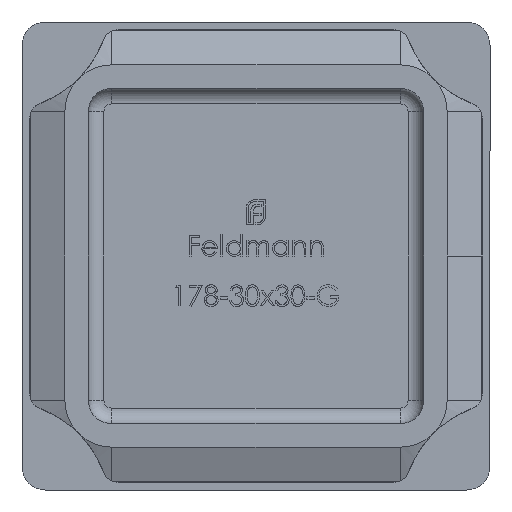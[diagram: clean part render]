
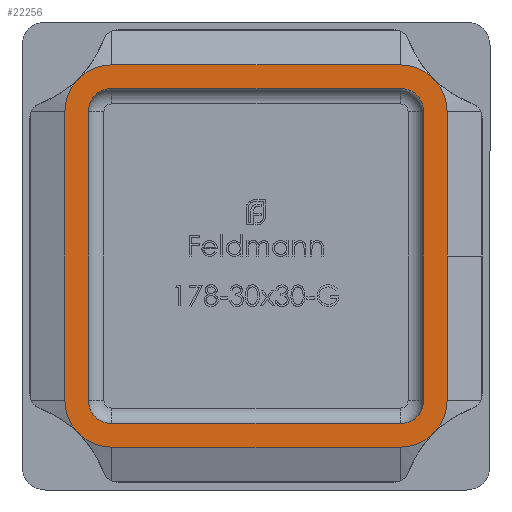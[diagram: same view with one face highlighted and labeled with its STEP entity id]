
A CAD part, front view. The second image highlights one B-rep face of the part: STEP entity #22256.
In plain terms, the highlighted planar face has unit normal (0, -1, 0).
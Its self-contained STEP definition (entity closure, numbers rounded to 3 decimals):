
#109 = DIRECTION ( 'NONE',  ( 0., -1., 0. ) ) ;
#319 = VECTOR ( 'NONE', #3069, 1000. ) ;
#409 = CARTESIAN_POINT ( 'NONE',  ( -9.25, -13., -12.25 ) ) ;
#412 = EDGE_CURVE ( 'NONE', #19171, #21536, #13685, .T. ) ;
#609 = VECTOR ( 'NONE', #6306, 1000. ) ;
#741 = CARTESIAN_POINT ( 'NONE',  ( 10.75, -13., -9.25 ) ) ;
#1277 = DIRECTION ( 'NONE',  ( -1., 0., 0. ) ) ;
#1539 = EDGE_CURVE ( 'NONE', #21536, #10047, #1831, .T. ) ;
#1600 = AXIS2_PLACEMENT_3D ( 'NONE', #17712, #2311, #5768 ) ;
#1630 = AXIS2_PLACEMENT_3D ( 'NONE', #12298, #12221, #19454 ) ;
#1831 = CIRCLE ( 'NONE', #5161, 1.5 ) ;
#1876 = CARTESIAN_POINT ( 'NONE',  ( 9.25, -13., -9.25 ) ) ;
#2199 = ORIENTED_EDGE ( 'NONE', *, *, #16910, .F. ) ;
#2311 = DIRECTION ( 'NONE',  ( 0., -1., 0. ) ) ;
#2375 = CARTESIAN_POINT ( 'NONE',  ( -10.75, -13., -9.25 ) ) ;
#2607 = DIRECTION ( 'NONE',  ( 0., 0., -1. ) ) ;
#2638 = CIRCLE ( 'NONE', #9782, 1.5 ) ;
#2691 = EDGE_CURVE ( 'NONE', #10047, #4292, #18375, .T. ) ;
#2705 = CARTESIAN_POINT ( 'NONE',  ( 9.25, -13., 9.25 ) ) ;
#2786 = ORIENTED_EDGE ( 'NONE', *, *, #6678, .T. ) ;
#2861 = CARTESIAN_POINT ( 'NONE',  ( -12.25, -13., -9.25 ) ) ;
#2953 = VERTEX_POINT ( 'NONE', #741 ) ;
#2954 = CIRCLE ( 'NONE', #22224, 3. ) ;
#3069 = DIRECTION ( 'NONE',  ( -1., 0., 0. ) ) ;
#3248 = CIRCLE ( 'NONE', #21515, 3. ) ;
#3259 = EDGE_LOOP ( 'NONE', ( #19216, #2199, #11619, #14401, #6688, #9051, #3660, #11992 ) ) ;
#3660 = ORIENTED_EDGE ( 'NONE', *, *, #2691, .F. ) ;
#4095 = ORIENTED_EDGE ( 'NONE', *, *, #16802, .T. ) ;
#4217 = CARTESIAN_POINT ( 'NONE',  ( 9.25, -13., -12.25 ) ) ;
#4292 = VERTEX_POINT ( 'NONE', #21817 ) ;
#4334 = VERTEX_POINT ( 'NONE', #18052 ) ;
#4694 = EDGE_CURVE ( 'NONE', #2953, #4334, #17784, .T. ) ;
#4781 = CARTESIAN_POINT ( 'NONE',  ( 12.25, -13., -9.25 ) ) ;
#5075 = ORIENTED_EDGE ( 'NONE', *, *, #9062, .T. ) ;
#5161 = AXIS2_PLACEMENT_3D ( 'NONE', #17167, #18895, #13763 ) ;
#5571 = CIRCLE ( 'NONE', #12360, 1.5 ) ;
#5609 = CIRCLE ( 'NONE', #1630, 3. ) ;
#5615 = EDGE_LOOP ( 'NONE', ( #5075, #20909, #8339, #14737, #4095, #15915, #2786, #14059 ) ) ;
#5689 = AXIS2_PLACEMENT_3D ( 'NONE', #1876, #17292, #17359 ) ;
#5768 = DIRECTION ( 'NONE',  ( 0., 0., 1. ) ) ;
#5773 = CARTESIAN_POINT ( 'NONE',  ( -12.25, -13., 9.25 ) ) ;
#5940 = EDGE_CURVE ( 'NONE', #4334, #18691, #15619, .T. ) ;
#6306 = DIRECTION ( 'NONE',  ( 1., 0., 0. ) ) ;
#6633 = AXIS2_PLACEMENT_3D ( 'NONE', #9901, #11550, #13275 ) ;
#6678 = EDGE_CURVE ( 'NONE', #19669, #20096, #3248, .T. ) ;
#6688 = ORIENTED_EDGE ( 'NONE', *, *, #4694, .F. ) ;
#6695 = VERTEX_POINT ( 'NONE', #4781 ) ;
#7277 = EDGE_CURVE ( 'NONE', #6695, #14885, #12366, .T. ) ;
#7563 = EDGE_CURVE ( 'NONE', #14885, #13785, #2954, .T. ) ;
#7862 = FACE_OUTER_BOUND ( 'NONE', #5615, .T. ) ;
#7967 = CARTESIAN_POINT ( 'NONE',  ( -9.25, -13., -10.75 ) ) ;
#8094 = CARTESIAN_POINT ( 'NONE',  ( -9.25, -13., -12.25 ) ) ;
#8339 = ORIENTED_EDGE ( 'NONE', *, *, #7563, .T. ) ;
#8878 = PLANE ( 'NONE',  #5689 ) ;
#8988 = LINE ( 'NONE', #11566, #16232 ) ;
#9044 = VECTOR ( 'NONE', #10925, 1000. ) ;
#9051 = ORIENTED_EDGE ( 'NONE', *, *, #15551, .F. ) ;
#9062 = EDGE_CURVE ( 'NONE', #13663, #6695, #5609, .T. ) ;
#9166 = VERTEX_POINT ( 'NONE', #5773 ) ;
#9201 = LINE ( 'NONE', #18693, #319 ) ;
#9293 = DIRECTION ( 'NONE',  ( 0., -1., 0. ) ) ;
#9548 = DIRECTION ( 'NONE',  ( 0., 0., 1. ) ) ;
#9782 = AXIS2_PLACEMENT_3D ( 'NONE', #14382, #9293, #2607 ) ;
#9901 = CARTESIAN_POINT ( 'NONE',  ( -9.25, -13., 9.25 ) ) ;
#9924 = VECTOR ( 'NONE', #22269, 1000. ) ;
#10047 = VERTEX_POINT ( 'NONE', #10314 ) ;
#10314 = CARTESIAN_POINT ( 'NONE',  ( -9.25, -13., -10.75 ) ) ;
#10427 = CARTESIAN_POINT ( 'NONE',  ( 9.25, -13., 10.75 ) ) ;
#10925 = DIRECTION ( 'NONE',  ( 1., 0., 0. ) ) ;
#11325 = CARTESIAN_POINT ( 'NONE',  ( 10.75, -13., 9.25 ) ) ;
#11550 = DIRECTION ( 'NONE',  ( 0., -1., 0. ) ) ;
#11556 = EDGE_CURVE ( 'NONE', #20096, #13663, #13591, .T. ) ;
#11566 = CARTESIAN_POINT ( 'NONE',  ( -9.25, -13., 12.25 ) ) ;
#11619 = ORIENTED_EDGE ( 'NONE', *, *, #21314, .F. ) ;
#11737 = DIRECTION ( 'NONE',  ( 0., 0., 1. ) ) ;
#11832 = VECTOR ( 'NONE', #16723, 1000. ) ;
#11992 = ORIENTED_EDGE ( 'NONE', *, *, #1539, .F. ) ;
#12074 = VECTOR ( 'NONE', #12363, 1000. ) ;
#12221 = DIRECTION ( 'NONE',  ( 0., -1., 0. ) ) ;
#12298 = CARTESIAN_POINT ( 'NONE',  ( 9.25, -13., -9.25 ) ) ;
#12360 = AXIS2_PLACEMENT_3D ( 'NONE', #15585, #109, #13852 ) ;
#12363 = DIRECTION ( 'NONE',  ( 0., 0., -1. ) ) ;
#12366 = LINE ( 'NONE', #18543, #11832 ) ;
#12513 = VERTEX_POINT ( 'NONE', #20907 ) ;
#13273 = DIRECTION ( 'NONE',  ( 0., 0., 1. ) ) ;
#13275 = DIRECTION ( 'NONE',  ( 0., 0., 1. ) ) ;
#13350 = CARTESIAN_POINT ( 'NONE',  ( 9.25, -13., 12.25 ) ) ;
#13591 = LINE ( 'NONE', #409, #9044 ) ;
#13663 = VERTEX_POINT ( 'NONE', #4217 ) ;
#13685 = LINE ( 'NONE', #21028, #12074 ) ;
#13729 = VECTOR ( 'NONE', #13273, 1000. ) ;
#13763 = DIRECTION ( 'NONE',  ( 0., 0., 1. ) ) ;
#13785 = VERTEX_POINT ( 'NONE', #13350 ) ;
#13852 = DIRECTION ( 'NONE',  ( 0., 0., 1. ) ) ;
#14059 = ORIENTED_EDGE ( 'NONE', *, *, #11556, .T. ) ;
#14382 = CARTESIAN_POINT ( 'NONE',  ( 9.25, -13., -9.25 ) ) ;
#14401 = ORIENTED_EDGE ( 'NONE', *, *, #5940, .F. ) ;
#14652 = EDGE_CURVE ( 'NONE', #9166, #19669, #22042, .T. ) ;
#14737 = ORIENTED_EDGE ( 'NONE', *, *, #19875, .T. ) ;
#14787 = CARTESIAN_POINT ( 'NONE',  ( -9.25, -13., 12.25 ) ) ;
#14885 = VERTEX_POINT ( 'NONE', #19479 ) ;
#15037 = CARTESIAN_POINT ( 'NONE',  ( -9.25, -13., -9.25 ) ) ;
#15551 = EDGE_CURVE ( 'NONE', #4292, #2953, #2638, .T. ) ;
#15585 = CARTESIAN_POINT ( 'NONE',  ( -9.25, -13., 9.25 ) ) ;
#15619 = CIRCLE ( 'NONE', #1600, 1.5 ) ;
#15915 = ORIENTED_EDGE ( 'NONE', *, *, #14652, .T. ) ;
#16232 = VECTOR ( 'NONE', #1277, 1000. ) ;
#16723 = DIRECTION ( 'NONE',  ( 0., 0., 1. ) ) ;
#16743 = DIRECTION ( 'NONE',  ( 0., -1., 0. ) ) ;
#16802 = EDGE_CURVE ( 'NONE', #19774, #9166, #20918, .T. ) ;
#16910 = EDGE_CURVE ( 'NONE', #12513, #19171, #5571, .T. ) ;
#16918 = CARTESIAN_POINT ( 'NONE',  ( -12.25, -13., 9.25 ) ) ;
#17167 = CARTESIAN_POINT ( 'NONE',  ( -9.25, -13., -9.25 ) ) ;
#17292 = DIRECTION ( 'NONE',  ( 0., -1., 0. ) ) ;
#17359 = DIRECTION ( 'NONE',  ( 0., 0., -1. ) ) ;
#17712 = CARTESIAN_POINT ( 'NONE',  ( 9.25, -13., 9.25 ) ) ;
#17784 = LINE ( 'NONE', #11325, #13729 ) ;
#18052 = CARTESIAN_POINT ( 'NONE',  ( 10.75, -13., 9.25 ) ) ;
#18061 = FACE_BOUND ( 'NONE', #3259, .T. ) ;
#18375 = LINE ( 'NONE', #7967, #609 ) ;
#18543 = CARTESIAN_POINT ( 'NONE',  ( 12.25, -13., 9.25 ) ) ;
#18691 = VERTEX_POINT ( 'NONE', #10427 ) ;
#18693 = CARTESIAN_POINT ( 'NONE',  ( -9.25, -13., 10.75 ) ) ;
#18754 = CARTESIAN_POINT ( 'NONE',  ( -10.75, -13., 9.25 ) ) ;
#18895 = DIRECTION ( 'NONE',  ( 0., -1., 0. ) ) ;
#19171 = VERTEX_POINT ( 'NONE', #18754 ) ;
#19216 = ORIENTED_EDGE ( 'NONE', *, *, #412, .F. ) ;
#19454 = DIRECTION ( 'NONE',  ( 0., 0., -1. ) ) ;
#19479 = CARTESIAN_POINT ( 'NONE',  ( 12.25, -13., 9.25 ) ) ;
#19669 = VERTEX_POINT ( 'NONE', #2861 ) ;
#19774 = VERTEX_POINT ( 'NONE', #14787 ) ;
#19875 = EDGE_CURVE ( 'NONE', #13785, #19774, #8988, .T. ) ;
#20096 = VERTEX_POINT ( 'NONE', #8094 ) ;
#20338 = DIRECTION ( 'NONE',  ( 0., -1., 0. ) ) ;
#20907 = CARTESIAN_POINT ( 'NONE',  ( -9.25, -13., 10.75 ) ) ;
#20909 = ORIENTED_EDGE ( 'NONE', *, *, #7277, .T. ) ;
#20918 = CIRCLE ( 'NONE', #6633, 3. ) ;
#21028 = CARTESIAN_POINT ( 'NONE',  ( -10.75, -13., 9.25 ) ) ;
#21314 = EDGE_CURVE ( 'NONE', #18691, #12513, #9201, .T. ) ;
#21515 = AXIS2_PLACEMENT_3D ( 'NONE', #15037, #20338, #11737 ) ;
#21536 = VERTEX_POINT ( 'NONE', #2375 ) ;
#21817 = CARTESIAN_POINT ( 'NONE',  ( 9.25, -13., -10.75 ) ) ;
#22042 = LINE ( 'NONE', #16918, #9924 ) ;
#22224 = AXIS2_PLACEMENT_3D ( 'NONE', #2705, #16743, #9548 ) ;
#22256 = ADVANCED_FACE ( 'NONE', ( #7862, #18061 ), #8878, .T. ) ;
#22269 = DIRECTION ( 'NONE',  ( 0., 0., -1. ) ) ;
